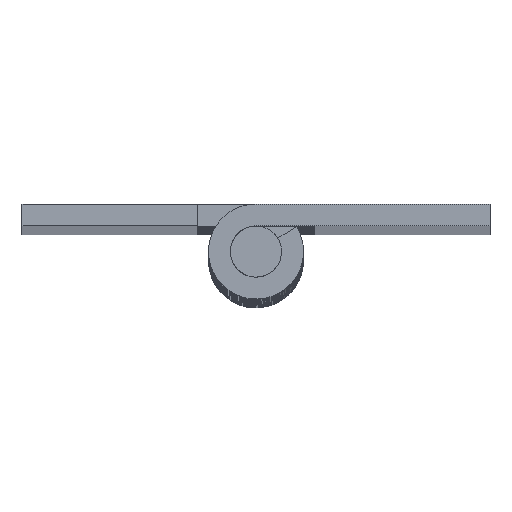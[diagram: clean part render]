
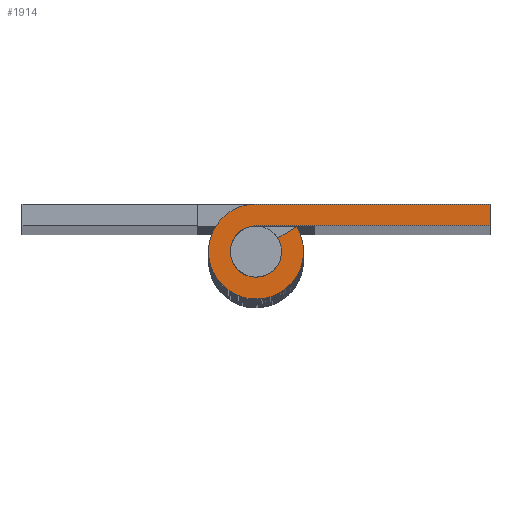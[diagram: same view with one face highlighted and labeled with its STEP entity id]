
A CAD part, top view. The second image highlights one B-rep face of the part: STEP entity #1914.
In plain terms, the highlighted free-form (B-spline) face has degree [1, 1] with [2, 2] control points.
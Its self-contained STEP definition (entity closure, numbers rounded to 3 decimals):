
#1837=CARTESIAN_POINT('',(-4.211,3.575,350.));
#1838=CARTESIAN_POINT('',(16.962,3.575,350.));
#1839=CARTESIAN_POINT('',(-4.211,-3.574,350.));
#1840=CARTESIAN_POINT('',(16.962,-3.574,350.));
#1841=B_SPLINE_SURFACE_WITH_KNOTS('',1,1,((#1837,#1839),(#1838,#1840)),.UNSPECIFIED.,.F.,.F.,.U.,(2,2),(2,2),(0.0,21.173),(0.0,7.149),.UNSPECIFIED.);
#1842=CARTESIAN_POINT('',(16.0,1.75,350.));
#1843=VERTEX_POINT('',#1842);
#1844=CARTESIAN_POINT('',(16.0,3.25,350.));
#1845=VERTEX_POINT('',#1844);
#1846=CARTESIAN_POINT('',(16.0,1.75,350.));
#1847=CARTESIAN_POINT('',(16.0,3.25,350.));
#1848=QUASI_UNIFORM_CURVE('',1,(#1846,#1847),.UNSPECIFIED.,.F.,.U.);
#1849=EDGE_CURVE('',#1843,#1845,#1848,.T.);
#1850=ORIENTED_EDGE('',*,*,#1849,.T.);
#1851=CARTESIAN_POINT('',(0.0,3.25,350.));
#1852=VERTEX_POINT('',#1851);
#1853=CARTESIAN_POINT('',(16.0,3.25,350.));
#1854=CARTESIAN_POINT('',(0.0,3.25,350.));
#1855=QUASI_UNIFORM_CURVE('',1,(#1853,#1854),.UNSPECIFIED.,.F.,.U.);
#1856=EDGE_CURVE('',#1845,#1852,#1855,.T.);
#1857=ORIENTED_EDGE('',*,*,#1856,.T.);
#1858=CARTESIAN_POINT('',(2.77,1.7,350.));
#1859=VERTEX_POINT('',#1858);
#1860=CARTESIAN_POINT('',(0.0,3.25,350.));
#1861=CARTESIAN_POINT('',(-2.511,3.25,350.));
#1862=CARTESIAN_POINT('',(-3.145,0.82,350.));
#1863=CARTESIAN_POINT('',(-3.778,-1.61,350.));
#1864=CARTESIAN_POINT('',(-1.587,-2.836,350.));
#1865=CARTESIAN_POINT('',(0.604,-4.062,350.));
#1866=CARTESIAN_POINT('',(2.344,-2.251,350.));
#1867=CARTESIAN_POINT('',(4.083,-0.44,350.));
#1868=CARTESIAN_POINT('',(2.77,1.7,350.));
#1876=(BOUNDED_CURVE()B_SPLINE_CURVE(2,(#1860,#1861,#1862,#1863,#1864,#1865,#1866,#1867,#1868),.UNSPECIFIED.,.F.,.U.)B_SPLINE_CURVE_WITH_KNOTS((3,2,2,2,3),(0.0,0.25,0.5,0.75,1.0),.UNSPECIFIED.)CURVE()GEOMETRIC_REPRESENTATION_ITEM()RATIONAL_B_SPLINE_CURVE((1.0,0.791,1.0,0.791,1.0,0.791,1.0,0.791,1.0))REPRESENTATION_ITEM(''));
#1877=EDGE_CURVE('',#1852,#1859,#1876,.T.);
#1878=ORIENTED_EDGE('',*,*,#1877,.T.);
#1879=CARTESIAN_POINT('',(1.491,0.915,350.));
#1880=VERTEX_POINT('',#1879);
#1881=CARTESIAN_POINT('',(2.77,1.7,350.));
#1882=CARTESIAN_POINT('',(1.491,0.915,350.));
#1883=QUASI_UNIFORM_CURVE('',1,(#1881,#1882),.UNSPECIFIED.,.F.,.U.);
#1884=EDGE_CURVE('',#1859,#1880,#1883,.T.);
#1885=ORIENTED_EDGE('',*,*,#1884,.T.);
#1886=CARTESIAN_POINT('',(0.,1.75,350.));
#1887=VERTEX_POINT('',#1886);
#1888=CARTESIAN_POINT('',(0.0,1.75,350.));
#1889=CARTESIAN_POINT('',(-1.352,1.75,350.));
#1890=CARTESIAN_POINT('',(-1.693,0.442,350.));
#1891=CARTESIAN_POINT('',(-2.035,-0.867,350.));
#1892=CARTESIAN_POINT('',(-0.855,-1.527,350.));
#1893=CARTESIAN_POINT('',(0.325,-2.187,350.));
#1894=CARTESIAN_POINT('',(1.262,-1.212,350.));
#1895=CARTESIAN_POINT('',(2.199,-0.237,350.));
#1896=CARTESIAN_POINT('',(1.491,0.915,350.));
#1904=(BOUNDED_CURVE()B_SPLINE_CURVE(2,(#1888,#1889,#1890,#1891,#1892,#1893,#1894,#1895,#1896),.UNSPECIFIED.,.F.,.U.)B_SPLINE_CURVE_WITH_KNOTS((3,2,2,2,3),(0.0,0.25,0.5,0.75,1.0),.UNSPECIFIED.)CURVE()GEOMETRIC_REPRESENTATION_ITEM()RATIONAL_B_SPLINE_CURVE((1.0,0.791,1.0,0.791,1.0,0.791,1.0,0.791,1.0))REPRESENTATION_ITEM(''));
#1905=EDGE_CURVE('',#1887,#1880,#1904,.T.);
#1906=ORIENTED_EDGE('',*,*,#1905,.F.);
#1907=CARTESIAN_POINT('',(0.,1.75,350.));
#1908=CARTESIAN_POINT('',(16.0,1.75,350.));
#1909=QUASI_UNIFORM_CURVE('',1,(#1907,#1908),.UNSPECIFIED.,.F.,.U.);
#1910=EDGE_CURVE('',#1887,#1843,#1909,.T.);
#1911=ORIENTED_EDGE('',*,*,#1910,.T.);
#1912=EDGE_LOOP('',(#1850,#1857,#1878,#1885,#1906,#1911));
#1913=FACE_OUTER_BOUND('',#1912,.T.);
#1914=ADVANCED_FACE('',(#1913),#1841,.F.);
